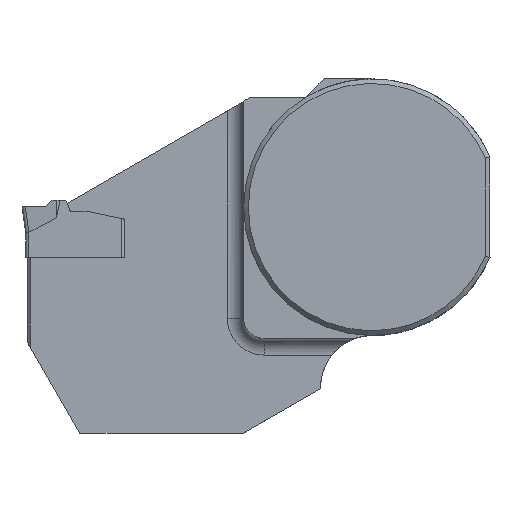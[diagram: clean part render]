
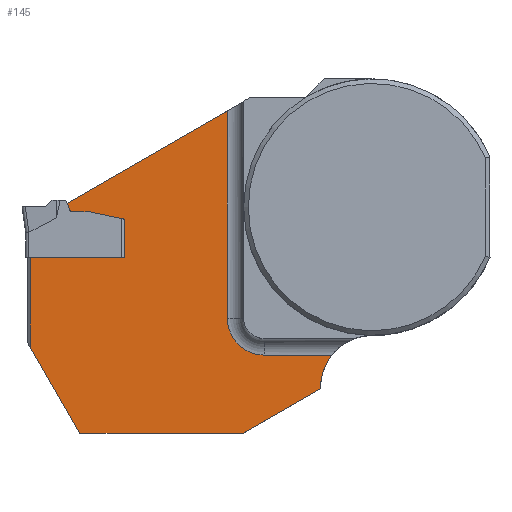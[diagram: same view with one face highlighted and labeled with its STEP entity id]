
A CAD part, top view. The second image highlights one B-rep face of the part: STEP entity #145.
In plain terms, the highlighted planar face has unit normal (0, 0, 1).
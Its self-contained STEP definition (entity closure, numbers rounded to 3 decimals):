
#145=ADVANCED_FACE('SF1',(#247),#196,.T.);
#196=PLANE('',#1315);
#247=FACE_OUTER_BOUND('',#307,.T.);
#307=EDGE_LOOP('',(#529,#530,#531,#532,#533,#534,#535,#536,#537,#538,#539,
#540,#541,#542,#543,#544));
#349=CIRCLE('',#1311,5.);
#350=CIRCLE('',#1312,3.6);
#351=CIRCLE('',#1313,0.3);
#352=CIRCLE('',#1314,1.);
#529=ORIENTED_EDGE('',*,*,#885,.T.);
#530=ORIENTED_EDGE('',*,*,#886,.T.);
#531=ORIENTED_EDGE('',*,*,#882,.T.);
#532=ORIENTED_EDGE('',*,*,#887,.T.);
#533=ORIENTED_EDGE('',*,*,#888,.T.);
#534=ORIENTED_EDGE('',*,*,#889,.T.);
#535=ORIENTED_EDGE('',*,*,#890,.T.);
#536=ORIENTED_EDGE('',*,*,#891,.T.);
#537=ORIENTED_EDGE('',*,*,#892,.T.);
#538=ORIENTED_EDGE('',*,*,#893,.T.);
#539=ORIENTED_EDGE('',*,*,#894,.F.);
#540=ORIENTED_EDGE('',*,*,#895,.T.);
#541=ORIENTED_EDGE('',*,*,#896,.T.);
#542=ORIENTED_EDGE('',*,*,#897,.T.);
#543=ORIENTED_EDGE('',*,*,#898,.T.);
#544=ORIENTED_EDGE('',*,*,#899,.T.);
#753=VERTEX_POINT('',#1918);
#754=VERTEX_POINT('',#1919);
#755=VERTEX_POINT('',#1924);
#756=VERTEX_POINT('',#1925);
#757=VERTEX_POINT('',#1928);
#758=VERTEX_POINT('',#1930);
#759=VERTEX_POINT('',#1932);
#760=VERTEX_POINT('',#1934);
#761=VERTEX_POINT('',#1936);
#762=VERTEX_POINT('',#1938);
#763=VERTEX_POINT('',#1940);
#764=VERTEX_POINT('',#1942);
#765=VERTEX_POINT('',#1944);
#766=VERTEX_POINT('',#1946);
#767=VERTEX_POINT('',#1948);
#768=VERTEX_POINT('',#1950);
#882=EDGE_CURVE('',#753,#754,#1023,.T.);
#885=EDGE_CURVE('',#755,#756,#1026,.T.);
#886=EDGE_CURVE('',#756,#753,#1027,.T.);
#887=EDGE_CURVE('',#754,#757,#1028,.T.);
#888=EDGE_CURVE('',#757,#758,#1029,.T.);
#889=EDGE_CURVE('',#758,#759,#1030,.T.);
#890=EDGE_CURVE('',#759,#760,#349,.T.);
#891=EDGE_CURVE('',#760,#761,#1031,.T.);
#892=EDGE_CURVE('',#761,#762,#350,.T.);
#893=EDGE_CURVE('',#762,#763,#1032,.T.);
#894=EDGE_CURVE('',#764,#763,#1033,.T.);
#895=EDGE_CURVE('',#764,#765,#1034,.T.);
#896=EDGE_CURVE('',#765,#766,#351,.T.);
#897=EDGE_CURVE('',#766,#767,#1035,.T.);
#898=EDGE_CURVE('',#767,#768,#352,.T.);
#899=EDGE_CURVE('',#768,#755,#1036,.T.);
#1023=LINE('',#1917,#1139);
#1026=LINE('',#1923,#1142);
#1027=LINE('',#1926,#1143);
#1028=LINE('',#1927,#1144);
#1029=LINE('',#1929,#1145);
#1030=LINE('',#1931,#1146);
#1031=LINE('',#1935,#1147);
#1032=LINE('',#1939,#1148);
#1033=LINE('',#1941,#1149);
#1034=LINE('',#1943,#1150);
#1035=LINE('',#1947,#1151);
#1036=LINE('',#1951,#1152);
#1139=VECTOR('',#1526,1.);
#1142=VECTOR('',#1531,1.);
#1143=VECTOR('',#1532,1.);
#1144=VECTOR('',#1533,1.);
#1145=VECTOR('',#1534,1.);
#1146=VECTOR('',#1535,1.);
#1147=VECTOR('',#1538,1.);
#1148=VECTOR('',#1541,1.);
#1149=VECTOR('',#1542,1.);
#1150=VECTOR('',#1543,1.);
#1151=VECTOR('',#1546,1.);
#1152=VECTOR('',#1549,1.);
#1311=AXIS2_PLACEMENT_3D('',#1933,#1536,#1537);
#1312=AXIS2_PLACEMENT_3D('',#1937,#1539,#1540);
#1313=AXIS2_PLACEMENT_3D('',#1945,#1544,#1545);
#1314=AXIS2_PLACEMENT_3D('',#1949,#1547,#1548);
#1315=AXIS2_PLACEMENT_3D('',#1952,#1550,#1551);
#1526=DIRECTION('',(0.,-1.,0.));
#1531=DIRECTION('',(0.,-1.,0.));
#1532=DIRECTION('',(-1.,0.,0.));
#1533=DIRECTION('',(0.5,-0.866,0.));
#1534=DIRECTION('',(1.,0.,0.));
#1535=DIRECTION('',(0.866,0.5,0.));
#1536=DIRECTION('',(0.,0.,-1.));
#1537=DIRECTION('',(1.,0.,0.));
#1538=DIRECTION('',(-1.,0.,0.));
#1539=DIRECTION('',(0.,0.,-1.));
#1540=DIRECTION('',(1.,0.,0.));
#1541=DIRECTION('',(0.,1.,0.));
#1542=DIRECTION('',(0.866,0.5,0.));
#1543=DIRECTION('',(0.342,-0.94,0.));
#1544=DIRECTION('',(0.,0.,1.));
#1545=DIRECTION('',(1.,0.,0.));
#1546=DIRECTION('',(1.,0.,0.));
#1547=DIRECTION('',(0.,0.,-1.));
#1548=DIRECTION('',(1.,0.,0.));
#1549=DIRECTION('',(0.978,-0.208,0.));
#1550=DIRECTION('',(0.,0.,1.));
#1551=DIRECTION('',(1.,0.,0.));
#1917=CARTESIAN_POINT('',(-33.3,-23.,-11.75));
#1918=CARTESIAN_POINT('',(-33.3,-4.905,-11.75));
#1919=CARTESIAN_POINT('',(-33.3,-13.62,-11.75));
#1923=CARTESIAN_POINT('',(-24.1,-23.,-11.75));
#1924=CARTESIAN_POINT('',(-24.1,-1.161,-11.75));
#1925=CARTESIAN_POINT('',(-24.1,-4.905,-11.75));
#1926=CARTESIAN_POINT('',(-33.3,-4.905,-11.75));
#1927=CARTESIAN_POINT('',(-28.462,-22.,-11.75));
#1928=CARTESIAN_POINT('',(-28.462,-22.,-11.75));
#1929=CARTESIAN_POINT('',(-12.5,-22.,-11.75));
#1930=CARTESIAN_POINT('',(-12.5,-22.,-11.75));
#1931=CARTESIAN_POINT('',(-4.997,-17.667,-11.75));
#1932=CARTESIAN_POINT('',(-4.997,-17.667,-11.75));
#1933=CARTESIAN_POINT('',(0.,-17.5,-11.75));
#1934=CARTESIAN_POINT('',(-3.923,-14.4,-11.75));
#1935=CARTESIAN_POINT('',(11.5,-14.4,-11.75));
#1936=CARTESIAN_POINT('',(-10.5,-14.4,-11.75));
#1937=CARTESIAN_POINT('',(-10.5,-10.8,-11.75));
#1938=CARTESIAN_POINT('',(-14.1,-10.8,-11.75));
#1939=CARTESIAN_POINT('',(-14.1,-23.,-11.75));
#1940=CARTESIAN_POINT('',(-14.1,9.4,-11.75));
#1941=CARTESIAN_POINT('',(-42.529,-7.014,-11.75));
#1942=CARTESIAN_POINT('',(-29.692,0.398,-11.75));
#1943=CARTESIAN_POINT('',(-22.594,-19.103,-11.75));
#1944=CARTESIAN_POINT('',(-29.463,-0.231,-11.75));
#1945=CARTESIAN_POINT('',(-29.181,-0.128,-11.75));
#1946=CARTESIAN_POINT('',(-29.181,-0.428,-11.75));
#1947=CARTESIAN_POINT('',(-33.3,-0.428,-11.75));
#1948=CARTESIAN_POINT('',(-27.652,-0.428,-11.75));
#1949=CARTESIAN_POINT('',(-27.652,-1.428,-11.75));
#1950=CARTESIAN_POINT('',(-27.444,-0.45,-11.75));
#1951=CARTESIAN_POINT('',(-28.461,-0.234,-11.75));
#1952=CARTESIAN_POINT('',(-33.3,-23.,-11.75));
